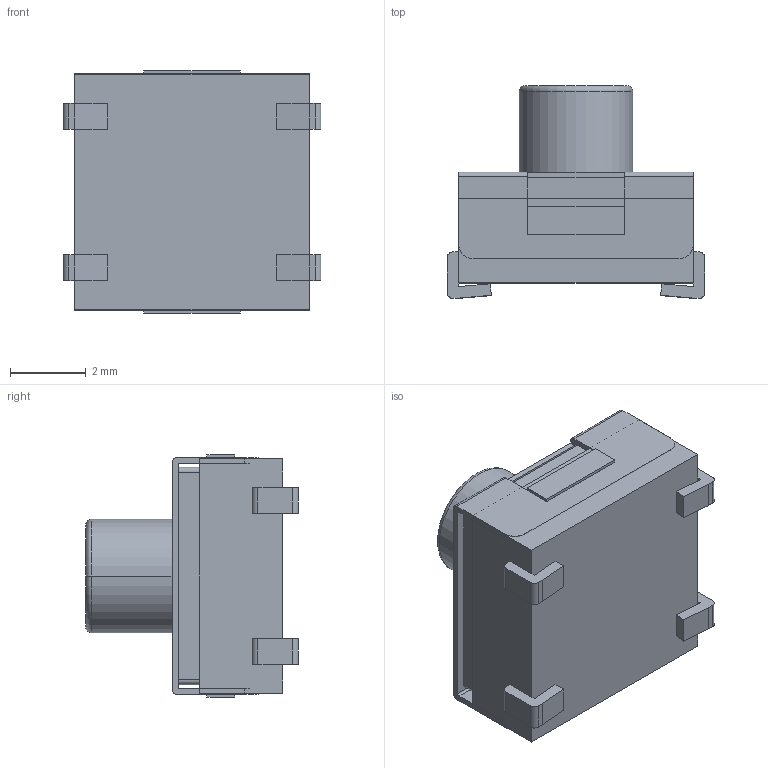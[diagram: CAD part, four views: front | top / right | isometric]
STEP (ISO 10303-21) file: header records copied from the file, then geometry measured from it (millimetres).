
FILE_DESCRIPTION((''),'2;1');
FILE_NAME('95CW06E5JT_ASM','2013-08-27T',('Administrator'),(''),'PRO/ENGINEER BY PARAMETRIC TECHNOLOGY CORPORATION, 2006200','PRO/ENGINEER BY PARAMETRIC TECHNOLOGY CORPORATION, 2006200','');
FILE_SCHEMA(('CONFIG_CONTROL_DESIGN'));
Length unit declared in the file: inch
Products named in the file (4): 95BASE; 95ACTUATOR; 95COVER; 95CW06E5JT_ASM
Assembly tree (3 placements, depth 2):
  95CW06E5JT_ASM
    95BASE
    95ACTUATOR
    95COVER
Bounding box: 6.81 x 5.61 x 6.4 mm (x, y, z)
Volume: 115.2 mm3; surface area: 375.3 mm2
Topology: 3 solids, 3 shells, 121 faces, 326 edges, 212 vertices
Faces by surface type: plane 85, cylinder 32, torus 4
Entity records: 4953 total; most frequent: CARTESIAN_POINT 666, DIRECTION 654, ORIENTED_EDGE 652, PRESENTATION_STYLE_ASSIGNMENT 335, STYLED_ITEM 335, CURVE_STYLE 326, EDGE_CURVE 326, VECTOR 254
